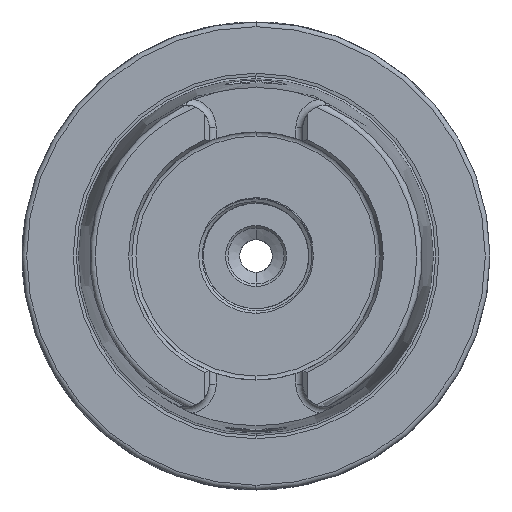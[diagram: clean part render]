
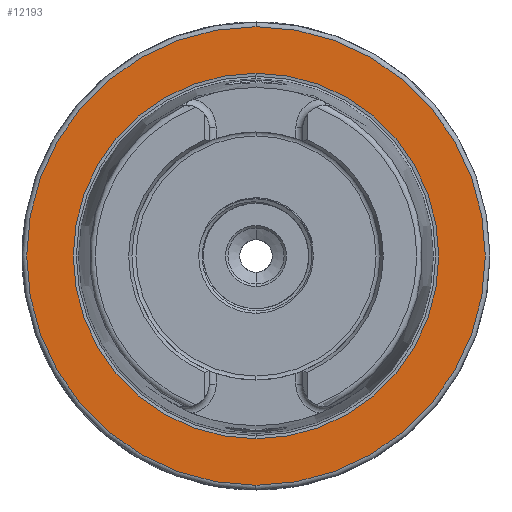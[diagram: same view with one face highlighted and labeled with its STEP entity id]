
A CAD part, left-side view. The second image highlights one B-rep face of the part: STEP entity #12193.
In plain terms, the highlighted planar face has unit normal (-1, 0, 0).
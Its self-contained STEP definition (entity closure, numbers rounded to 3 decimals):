
#5 = VERTEX_POINT ( 'NONE', #2747 ) ;
#1134 = AXIS2_PLACEMENT_3D ( 'NONE', #16251, #16252, #16253 ) ;
#1148 = AXIS2_PLACEMENT_3D ( 'NONE', #16254, #16255, #16256 ) ;
#2747 = CARTESIAN_POINT ( 'NONE',  ( 0., 0., -39.054 ) ) ;
#3447 = PLANE ( 'NONE',  #5042 ) ;
#3448 = CARTESIAN_POINT ( 'NONE',  ( 0., 39.054, 0. ) ) ;
#3449 = DIRECTION ( 'NONE',  ( -1., 0., 0. ) ) ;
#3450 = DIRECTION ( 'NONE',  ( 0., 0., 1. ) ) ;
#4320 = VERTEX_POINT ( 'NONE', #13941 ) ;
#5037 = FACE_OUTER_BOUND ( 'NONE', #15687, .T. ) ;
#5040 = FACE_BOUND ( 'NONE', #15738, .T. ) ;
#5042 = AXIS2_PLACEMENT_3D ( 'NONE', #3448, #3449, #3450 ) ;
#6526 = AXIS2_PLACEMENT_3D ( 'NONE', #18840, #18841, #18842 ) ;
#6901 = CARTESIAN_POINT ( 'NONE',  ( 0., 0., -49. ) ) ;
#6974 = CARTESIAN_POINT ( 'NONE',  ( 0., 0., 49. ) ) ;
#12111 = EDGE_CURVE ( 'NONE', #15469, #17441, #16549, .T. ) ;
#12112 = EDGE_CURVE ( 'NONE', #5, #4320, #16550, .T. ) ;
#12193 = ADVANCED_FACE ( 'NONE', ( #5037, #5040 ), #3447, .T. ) ;
#12599 = EDGE_CURVE ( 'NONE', #4320, #5, #16707, .T. ) ;
#12603 = EDGE_CURVE ( 'NONE', #17441, #15469, #16710, .T. ) ;
#13941 = CARTESIAN_POINT ( 'NONE',  ( 0., 0., 39.054 ) ) ;
#15469 = VERTEX_POINT ( 'NONE', #6901 ) ;
#15495 = ORIENTED_EDGE ( 'NONE', *, *, #12599, .T. ) ;
#15602 = ORIENTED_EDGE ( 'NONE', *, *, #12111, .T. ) ;
#15604 = ORIENTED_EDGE ( 'NONE', *, *, #12112, .T. ) ;
#15640 = ORIENTED_EDGE ( 'NONE', *, *, #12603, .T. ) ;
#15687 = EDGE_LOOP ( 'NONE', ( #15640, #15602 ) ) ;
#15738 = EDGE_LOOP ( 'NONE', ( #15495, #15604 ) ) ;
#16251 = CARTESIAN_POINT ( 'NONE',  ( 0., 0., 0. ) ) ;
#16252 = DIRECTION ( 'NONE',  ( -1., 0., 0. ) ) ;
#16253 = DIRECTION ( 'NONE',  ( 0., 0., 1. ) ) ;
#16254 = CARTESIAN_POINT ( 'NONE',  ( 0., 0., 0. ) ) ;
#16255 = DIRECTION ( 'NONE',  ( 1., 0., 0. ) ) ;
#16256 = DIRECTION ( 'NONE',  ( 0., 0., -1. ) ) ;
#16479 = AXIS2_PLACEMENT_3D ( 'NONE', #18825, #18829, #18830 ) ;
#16549 = CIRCLE ( 'NONE', #1134, 49. ) ;
#16550 = CIRCLE ( 'NONE', #1148, 39.054 ) ;
#16707 = CIRCLE ( 'NONE', #16479, 39.054 ) ;
#16710 = CIRCLE ( 'NONE', #6526, 49. ) ;
#17441 = VERTEX_POINT ( 'NONE', #6974 ) ;
#18825 = CARTESIAN_POINT ( 'NONE',  ( 0., 0., 0. ) ) ;
#18829 = DIRECTION ( 'NONE',  ( 1., 0., 0. ) ) ;
#18830 = DIRECTION ( 'NONE',  ( 0., 0., -1. ) ) ;
#18840 = CARTESIAN_POINT ( 'NONE',  ( 0., 0., 0. ) ) ;
#18841 = DIRECTION ( 'NONE',  ( -1., 0., 0. ) ) ;
#18842 = DIRECTION ( 'NONE',  ( 0., 0., 1. ) ) ;
